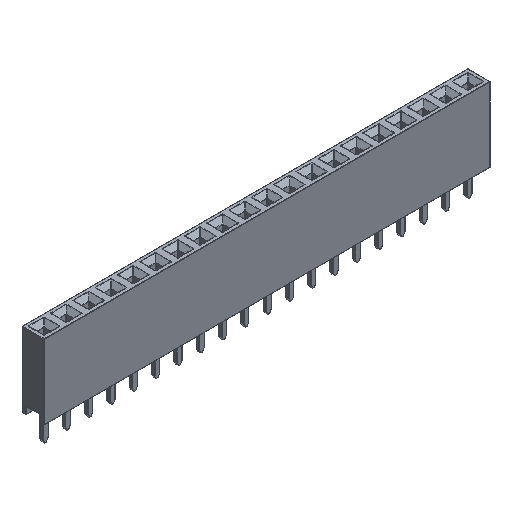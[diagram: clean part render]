
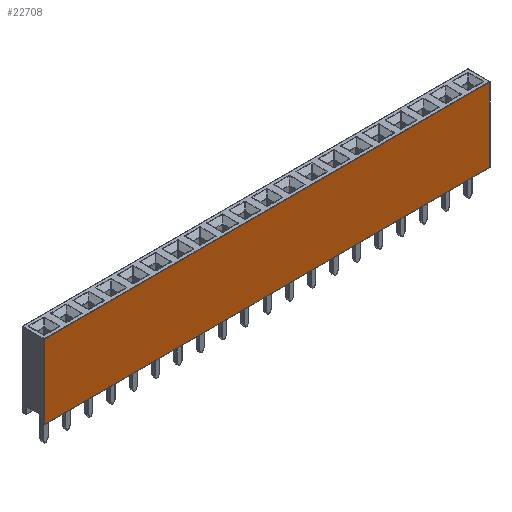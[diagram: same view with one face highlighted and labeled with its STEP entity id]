
A CAD part, isometric view. The second image highlights one B-rep face of the part: STEP entity #22708.
In plain terms, the highlighted planar face has unit normal (0, -1, 0).
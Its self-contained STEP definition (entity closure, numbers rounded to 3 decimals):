
#905=PLANE('',#25864);
#1721=LINE('',#37407,#3289);
#2295=LINE('',#42505,#3863);
#2470=LINE('',#44014,#4038);
#2471=LINE('',#44016,#4039);
#3289=VECTOR('',#30035,10.);
#3863=VECTOR('',#32793,10.);
#4038=VECTOR('',#33664,10.);
#4039=VECTOR('',#33667,10.);
#6452=FACE_OUTER_BOUND('',#8082,.T.);
#8082=EDGE_LOOP('',(#20565,#20566,#20567,#20568));
#10252=VERTEX_POINT('',#37336);
#10260=VERTEX_POINT('',#37356);
#10905=VERTEX_POINT('',#42501);
#10906=VERTEX_POINT('',#42503);
#12739=EDGE_CURVE('',#10252,#10260,#1721,.T.);
#13937=EDGE_CURVE('',#10906,#10905,#2295,.T.);
#14306=EDGE_CURVE('',#10905,#10252,#2470,.T.);
#14307=EDGE_CURVE('',#10260,#10906,#2471,.T.);
#20565=ORIENTED_EDGE('',*,*,#14306,.F.);
#20566=ORIENTED_EDGE('',*,*,#13937,.F.);
#20567=ORIENTED_EDGE('',*,*,#14307,.F.);
#20568=ORIENTED_EDGE('',*,*,#12739,.F.);
#22708=ADVANCED_FACE('',(#6452),#905,.T.);
#25864=AXIS2_PLACEMENT_3D('',#44015,#33665,#33666);
#30035=DIRECTION('',(0.,0.,1.));
#32793=DIRECTION('',(0.,0.,-1.));
#33664=DIRECTION('',(-1.,0.,0.));
#33665=DIRECTION('center_axis',(0.,-1.,0.));
#33666=DIRECTION('ref_axis',(0.,0.,-1.));
#33667=DIRECTION('',(1.,0.,0.));
#37336=CARTESIAN_POINT('',(0.05,-1.239,0.05));
#37356=CARTESIAN_POINT('',(0.05,-1.239,8.45));
#37407=CARTESIAN_POINT('',(0.05,-1.239,6.375));
#42501=CARTESIAN_POINT('',(50.75,-1.239,0.05));
#42503=CARTESIAN_POINT('',(50.75,-1.239,8.45));
#42505=CARTESIAN_POINT('',(50.75,-1.239,6.375));
#44014=CARTESIAN_POINT('',(10.16,-1.239,0.05));
#44015=CARTESIAN_POINT('Origin',(48.26,-1.239,8.5));
#44016=CARTESIAN_POINT('',(10.16,-1.239,8.45));
